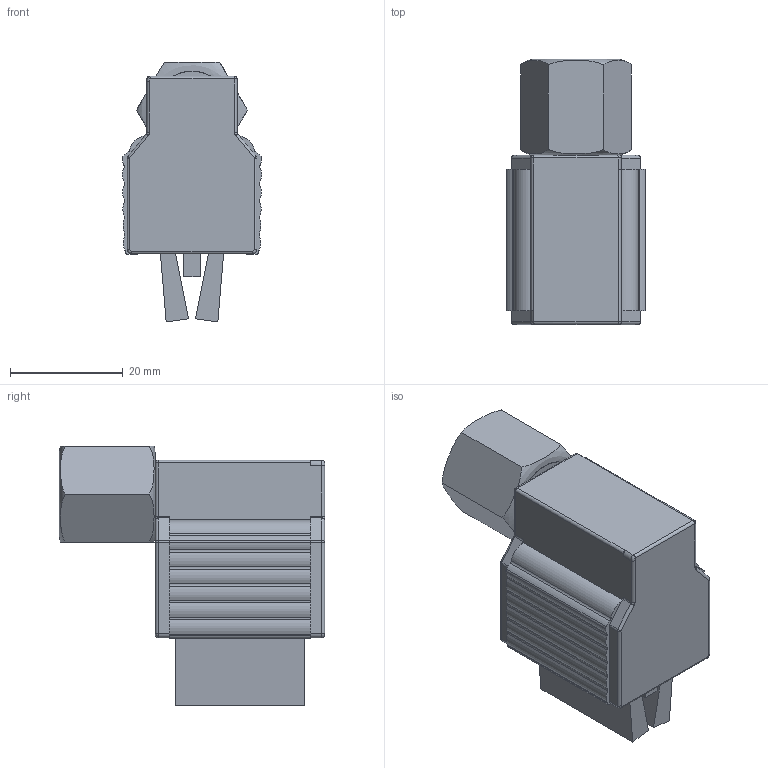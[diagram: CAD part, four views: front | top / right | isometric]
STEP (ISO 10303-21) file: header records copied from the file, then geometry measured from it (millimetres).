
FILE_DESCRIPTION((''),'2;1');
FILE_NAME('2038-S_Buerste_Anschluss_seitlich_L25.stp','2014-09-15T07:35:00',('pascalzweiacker'),(''),'Autodesk Inventor 2012','Autodesk Inventor 2012','');
FILE_SCHEMA(('CONFIG_CONTROL_DESIGN'));
Length unit declared in the file: millimetre
Products named in the file (1): 2038-S_Buerste_Anschluss_seitlich_L25
Bounding box: 24.71 x 47 x 46.04 mm (x, y, z)
Volume: 24292.6 mm3; surface area: 8102.2 mm2
Topology: 1 solids, 1 shells, 165 faces, 415 edges, 259 vertices
Faces by surface type: plane 73, cylinder 73, torus 8, sphere 6, bspline 4, cone 1
Full cylindrical faces by diameter (mm): 3 x1, 5 x1, 11.6 x1, 13 x1, 14.723 x1
Entity records: 5382 total; most frequent: CARTESIAN_POINT 1170, DIRECTION 885, ORIENTED_EDGE 804, EDGE_CURVE 402, AXIS2_PLACEMENT_3D 339, VERTEX_POINT 254, VECTOR 207, LINE 207
